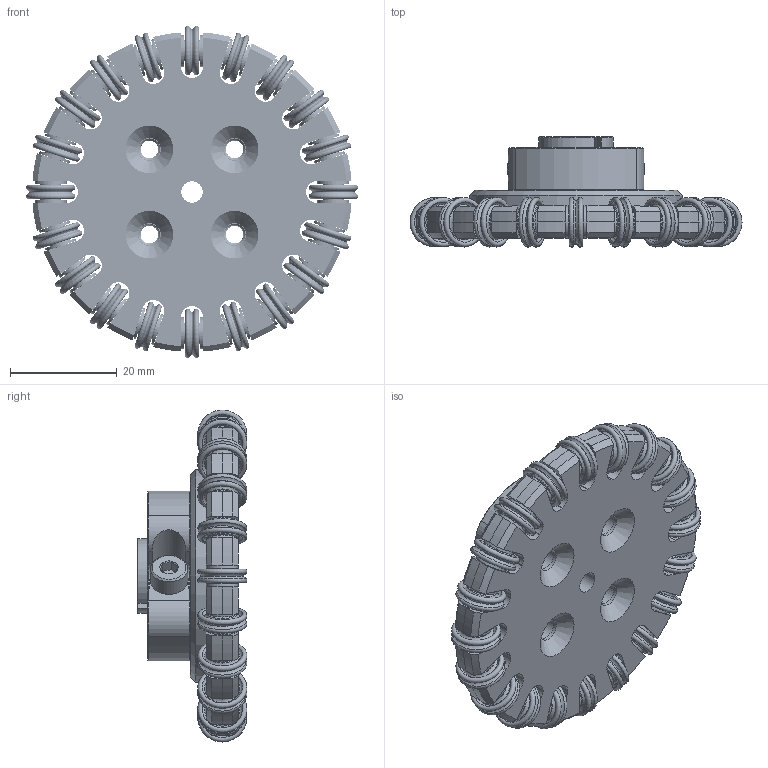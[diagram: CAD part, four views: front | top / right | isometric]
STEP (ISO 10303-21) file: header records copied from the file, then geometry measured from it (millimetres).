
FILE_DESCRIPTION(/* description */ ('STEP AP242','CAx-IF Rec.Pracs.---Representation and Presentation of Product Manufacturing Information (PMI)---4.0---2014-10-13','CAx-IF Rec.Pracs.---3D Tessellated Geometry---0.4---2014-09-14','2;1'),/* implementation_level */ '2;1');
FILE_NAME(/* name */ 'Wheel_assembly',/* time_stamp */ '2024-12-13T09:11:57Z',/* author */ (''),/* organization */ (''),/* preprocessor_version */ 'ST-DEVELOPER v20',/* originating_system */ 'ONSHAPE BY PTC INC, 1.190',/* authorisation */ ' ');
FILE_SCHEMA (('AP242_MANAGED_MODEL_BASED_3D_ENGINEERING_MIM_LF { 1 0 10303 442 1 1 4 }'));
Length unit declared in the file: metre
Products named in the file (31): Wheel_assembly; Wheel; Bearing-Oring <17>; x-ring; TPE_bearing; nylon_washer; Parallel pin 2.5 x 8; Bearing-Oring <6>; Wheel_standoff; Bearing-Oring <18>; Bearing-Oring <12>; Bearing-Oring <4>; Bearing-Oring <2>; Bearing-Oring <7>; Bearing-Oring <15>; Bearing-Oring <13>; Bearing-Oring <9>; 1309-0016-0004 assembly <1>; 2800-0004-0014_90128A207; 1309-0016-0004; Bearing-Oring <8>; Bearing-Oring <3>; Bearing-Oring <1>; Bearing-Oring <20>; Bearing-Oring <19>; Bearing-Oring <5>; Bearing-Oring <11>; Bearing-Oring <14>; Bearing-Oring <10>; Bearing-Oring <16>
Assembly tree (127 placements, depth 3):
  Wheel_assembly
    Wheel
    Bearing-Oring <17>
      x-ring
      TPE_bearing
      nylon_washer  x2
      Parallel pin 2.5 x 8
    Bearing-Oring <6>
      x-ring
      TPE_bearing
      nylon_washer  x2
      Parallel pin 2.5 x 8
    Wheel_standoff
    Wheel
    Bearing-Oring <18>
      Parallel pin 2.5 x 8
      nylon_washer  x2
      TPE_bearing
      x-ring
    Bearing-Oring <12>
      x-ring
      TPE_bearing
      nylon_washer  x2
      Parallel pin 2.5 x 8
    Bearing-Oring <4>
      Parallel pin 2.5 x 8
      x-ring
      TPE_bearing
      nylon_washer  x2
    Bearing-Oring <2>
      nylon_washer  x2
      TPE_bearing
      Parallel pin 2.5 x 8
      x-ring
    Bearing-Oring <7>
      x-ring
      nylon_washer  x2
      TPE_bearing
      Parallel pin 2.5 x 8
    Bearing-Oring <15>
      nylon_washer  x2
      Parallel pin 2.5 x 8
      x-ring
      TPE_bearing
    Bearing-Oring <13>
      Parallel pin 2.5 x 8
      nylon_washer  x2
      x-ring
      TPE_bearing
    Bearing-Oring <9>
      Parallel pin 2.5 x 8
      nylon_washer  x2
      x-ring
      TPE_bearing
    1309-0016-0004 assembly <1>
      2800-0004-0014_90128A207  x2
      1309-0016-0004
    Bearing-Oring <8>
      TPE_bearing
      nylon_washer  x2
Bounding box: 62.3 x 20.62 x 62.3 mm (x, y, z)
Volume: 23234 mm3; surface area: 29621.4 mm2
Topology: 106 solids, 106 shells, 1359 faces, 4096 edges, 2909 vertices
Faces by surface type: plane 576, cylinder 376, torus 240, cone 129, bspline 38
Full cylindrical faces by diameter (mm): 2.5 x40, 2.7 x40, 4 x23, 4.1 x2, 4.3 x12, 6 x40, 7 x2, 40 x1
Entity records: 45895 total; most frequent: CARTESIAN_POINT 21650, ORIENTED_EDGE 5770, DIRECTION 4230, EDGE_CURVE 2885, VERTEX_POINT 2173, AXIS2_PLACEMENT_3D 1441, LINE 1348, VECTOR 1348
